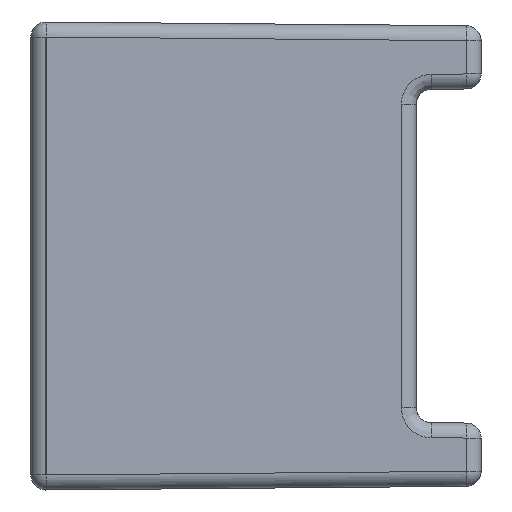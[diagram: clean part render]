
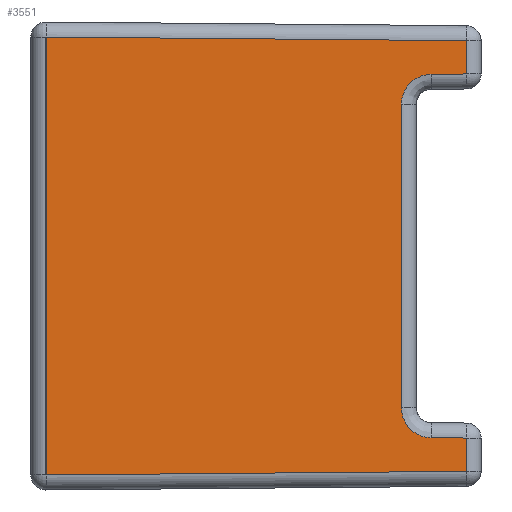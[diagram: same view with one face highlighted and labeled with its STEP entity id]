
A CAD part, left-side view. The second image highlights one B-rep face of the part: STEP entity #3551.
In plain terms, the highlighted planar face has unit normal (-1, -0.009, 0).
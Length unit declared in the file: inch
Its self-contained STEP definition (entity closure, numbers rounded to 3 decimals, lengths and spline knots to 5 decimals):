
#87 = CARTESIAN_POINT ( 'NONE',  ( -0.30668, 0.08322, 0.30271 ) ) ;
#92 = CARTESIAN_POINT ( 'NONE',  ( -0.31228, 0.72478, 0.36478 ) ) ;
#202 = VERTEX_POINT ( 'NONE', #3846 ) ;
#210 = ORIENTED_EDGE ( 'NONE', *, *, #526, .T. ) ;
#248 = CARTESIAN_POINT ( 'NONE',  ( -0.30711, 0.13278, -0.25271 ) ) ;
#271 = DIRECTION ( 'NONE',  ( 0.009, -1., 0.009 ) ) ;
#330 = CARTESIAN_POINT ( 'NONE',  ( -0.30617, 0.02478, 0.30322 ) ) ;
#398 = CARTESIAN_POINT ( 'NONE',  ( -0.30617, 0.02478, 0.35867 ) ) ;
#471 = DIRECTION ( 'NONE',  ( 0.009, -1., 0.009 ) ) ;
#478 = DIRECTION ( 'NONE',  ( 0., 0., 1. ) ) ;
#479 = VECTOR ( 'NONE', #3508, 39.37008 ) ;
#492 = CARTESIAN_POINT ( 'NONE',  ( -0.3125, 0.75022, -0.365 ) ) ;
#507 = VERTEX_POINT ( 'NONE', #398 ) ;
#513 = VERTEX_POINT ( 'NONE', #92 ) ;
#526 = EDGE_CURVE ( 'NONE', #513, #3614, #632, .T. ) ;
#632 = LINE ( 'NONE', #3360, #1784 ) ;
#665 = EDGE_CURVE ( 'NONE', #3614, #1913, #1627, .T. ) ;
#748 = CARTESIAN_POINT ( 'NONE',  ( -0.30617, 0.02478, -0.27843 ) ) ;
#766 = ORIENTED_EDGE ( 'NONE', *, *, #3459, .T. ) ;
#778 = CARTESIAN_POINT ( 'NONE',  ( -0.30711, 0.13278, 0.25271 ) ) ;
#972 = CARTESIAN_POINT ( 'NONE',  ( -0.30617, 0.02478, -0.30322 ) ) ;
#998 = DIRECTION ( 'NONE',  ( 0., 0., -1. ) ) ;
#1008 = DIRECTION ( 'NONE',  ( 0., 0., 1. ) ) ;
#1050 = VECTOR ( 'NONE', #478, 39.37008 ) ;
#1131 = CARTESIAN_POINT ( 'NONE',  ( -0.31228, 0.72478, -0.36478 ) ) ;
#1147 = DIRECTION ( 'NONE',  ( -1., -0.009, 0. ) ) ;
#1157 = LINE ( 'NONE', #2632, #479 ) ;
#1245 =( BOUNDED_CURVE ( )  B_SPLINE_CURVE ( 3, ( #2207, #1873, #2224, #3069 ),
 .UNSPECIFIED., .F., .T. ) 
 B_SPLINE_CURVE_WITH_KNOTS ( ( 4, 4 ),
 ( 3.14159, 4.70366 ),
 .UNSPECIFIED. ) 
 CURVE ( )  GEOMETRIC_REPRESENTATION_ITEM ( )  RATIONAL_B_SPLINE_CURVE ( ( 1., 0.807, 0.807, 1. ) ) 
 REPRESENTATION_ITEM ( '' )  );
#1302 = ORIENTED_EDGE ( 'NONE', *, *, #1402, .T. ) ;
#1315 = VECTOR ( 'NONE', #1985, 39.37008 ) ;
#1402 = EDGE_CURVE ( 'NONE', #3281, #202, #3134, .T. ) ;
#1408 = ORIENTED_EDGE ( 'NONE', *, *, #665, .T. ) ;
#1424 = ORIENTED_EDGE ( 'NONE', *, *, #3147, .T. ) ;
#1445 = EDGE_CURVE ( 'NONE', #3281, #1824, #1245, .T. ) ;
#1466 = VERTEX_POINT ( 'NONE', #87 ) ;
#1471 = CARTESIAN_POINT ( 'NONE',  ( -0.31255, 0.75599, 0.29684 ) ) ;
#1626 = EDGE_CURVE ( 'NONE', #2401, #507, #2094, .T. ) ;
#1627 = LINE ( 'NONE', #492, #2659 ) ;
#1629 = VECTOR ( 'NONE', #1008, 39.37008 ) ;
#1658 = LINE ( 'NONE', #3415, #1315 ) ;
#1727 = ORIENTED_EDGE ( 'NONE', *, *, #1445, .F. ) ;
#1784 = VECTOR ( 'NONE', #998, 39.37008 ) ;
#1824 = VERTEX_POINT ( 'NONE', #3321 ) ;
#1873 = CARTESIAN_POINT ( 'NONE',  ( -0.30711, 0.13278, -0.2818 ) ) ;
#1913 = VERTEX_POINT ( 'NONE', #2525 ) ;
#1977 = CARTESIAN_POINT ( 'NONE',  ( -0.30693, 0.1123, 0.30245 ) ) ;
#1985 = DIRECTION ( 'NONE',  ( -0.009, 1., 0.009 ) ) ;
#2030 = PLANE ( 'NONE',  #2568 ) ;
#2034 = CARTESIAN_POINT ( 'NONE',  ( -0.30617, 0.02478, 0.38345 ) ) ;
#2052 = VECTOR ( 'NONE', #271, 39.37008 ) ;
#2094 = LINE ( 'NONE', #2034, #2982 ) ;
#2170 = VERTEX_POINT ( 'NONE', #972 ) ;
#2207 = CARTESIAN_POINT ( 'NONE',  ( -0.30711, 0.13278, -0.25271 ) ) ;
#2224 = CARTESIAN_POINT ( 'NONE',  ( -0.30693, 0.1123, -0.30245 ) ) ;
#2257 = LINE ( 'NONE', #748, #1629 ) ;
#2263 = ORIENTED_EDGE ( 'NONE', *, *, #2842, .T. ) ;
#2310 = FACE_OUTER_BOUND ( 'NONE', #3118, .T. ) ;
#2401 = VERTEX_POINT ( 'NONE', #330 ) ;
#2525 = CARTESIAN_POINT ( 'NONE',  ( -0.30617, 0.02478, -0.35867 ) ) ;
#2568 = AXIS2_PLACEMENT_3D ( 'NONE', #3222, #1147, #3843 ) ;
#2591 = ORIENTED_EDGE ( 'NONE', *, *, #2778, .T. ) ;
#2632 = CARTESIAN_POINT ( 'NONE',  ( -0.31244, 0.74341, 0.36494 ) ) ;
#2643 = DIRECTION ( 'NONE',  ( 0., 0., 1. ) ) ;
#2659 = VECTOR ( 'NONE', #471, 39.37008 ) ;
#2778 = EDGE_CURVE ( 'NONE', #1466, #2401, #3274, .T. ) ;
#2842 = EDGE_CURVE ( 'NONE', #507, #513, #1157, .T. ) ;
#2939 = ORIENTED_EDGE ( 'NONE', *, *, #3606, .F. ) ;
#2982 = VECTOR ( 'NONE', #2643, 39.37008 ) ;
#3069 = CARTESIAN_POINT ( 'NONE',  ( -0.30668, 0.08322, -0.30271 ) ) ;
#3118 = EDGE_LOOP ( 'NONE', ( #766, #1424, #1727, #1302, #2939, #2591, #3531, #2263, #210, #1408 ) ) ;
#3134 = LINE ( 'NONE', #3167, #1050 ) ;
#3147 = EDGE_CURVE ( 'NONE', #2170, #1824, #1658, .T. ) ;
#3167 = CARTESIAN_POINT ( 'NONE',  ( -0.30711, 0.13278, -0.39 ) ) ;
#3222 = CARTESIAN_POINT ( 'NONE',  ( -0.3125, 0.75, -0.39 ) ) ;
#3274 = LINE ( 'NONE', #1471, #2052 ) ;
#3281 = VERTEX_POINT ( 'NONE', #248 ) ;
#3321 = CARTESIAN_POINT ( 'NONE',  ( -0.30668, 0.08322, -0.30271 ) ) ;
#3360 = CARTESIAN_POINT ( 'NONE',  ( -0.31228, 0.72478, -0.39 ) ) ;
#3415 = CARTESIAN_POINT ( 'NONE',  ( -0.31249, 0.74919, -0.2969 ) ) ;
#3459 = EDGE_CURVE ( 'NONE', #1913, #2170, #2257, .T. ) ;
#3463 = CARTESIAN_POINT ( 'NONE',  ( -0.30711, 0.13278, 0.2818 ) ) ;
#3490 =( BOUNDED_CURVE ( )  B_SPLINE_CURVE ( 3, ( #3794, #1977, #3463, #778 ),
 .UNSPECIFIED., .F., .T. ) 
 B_SPLINE_CURVE_WITH_KNOTS ( ( 4, 4 ),
 ( 1.57952, 3.14159 ),
 .UNSPECIFIED. ) 
 CURVE ( )  GEOMETRIC_REPRESENTATION_ITEM ( )  RATIONAL_B_SPLINE_CURVE ( ( 1., 0.807, 0.807, 1. ) ) 
 REPRESENTATION_ITEM ( '' )  );
#3508 = DIRECTION ( 'NONE',  ( -0.009, 1., 0.009 ) ) ;
#3531 = ORIENTED_EDGE ( 'NONE', *, *, #1626, .T. ) ;
#3551 = ADVANCED_FACE ( 'NONE', ( #2310 ), #2030, .T. ) ;
#3606 = EDGE_CURVE ( 'NONE', #1466, #202, #3490, .T. ) ;
#3614 = VERTEX_POINT ( 'NONE', #1131 ) ;
#3794 = CARTESIAN_POINT ( 'NONE',  ( -0.30668, 0.08322, 0.30271 ) ) ;
#3843 = DIRECTION ( 'NONE',  ( 0.009, -1., 0. ) ) ;
#3846 = CARTESIAN_POINT ( 'NONE',  ( -0.30711, 0.13278, 0.25271 ) ) ;
